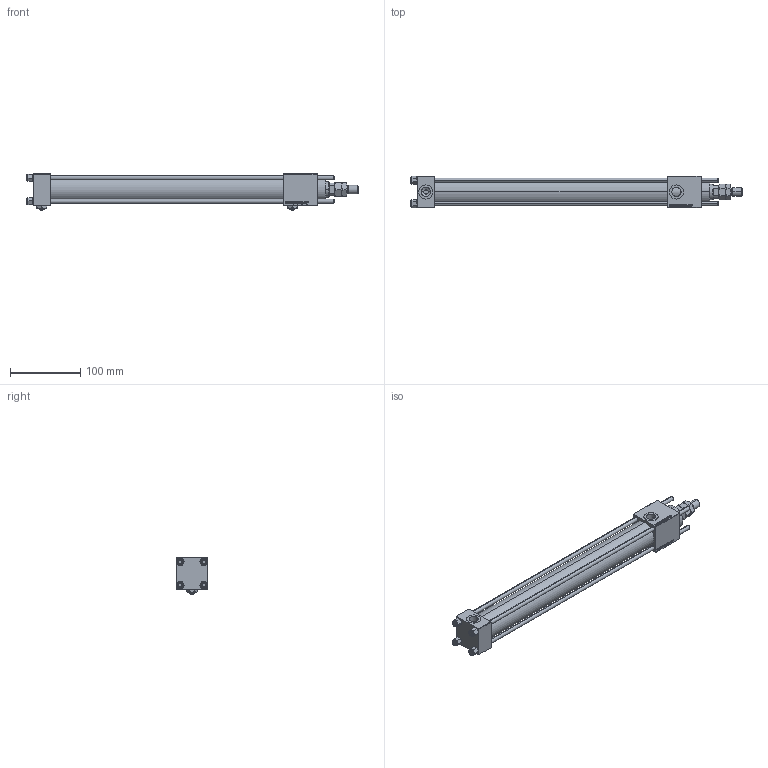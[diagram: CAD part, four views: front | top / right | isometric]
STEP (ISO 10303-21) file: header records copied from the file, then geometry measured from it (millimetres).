
FILE_DESCRIPTION (( 'STEP AP203' ), '1' );
FILE_NAME ('578b.STEP', '2022-04-14T20:16:36', ( '' ), ( '' ), 'SwSTEP 2.0', 'SolidWorks 2019', '' );
FILE_SCHEMA (( 'CONFIG_CONTROL_DESIGN' ));
Length unit declared in the file: millimetre
Products named in the file (8): Zatka_pro_OIL_PORT d5a22f0beb4488c1f315bd5dc04f9912; V215CR_VCP_B d5a22f0beb4488c1f315bd5dc04f9912; V215_VC_A d5a22f0beb4488c1f315bd5dc04f9912; V215CR_B_TYCINKA d5a22f0beb4488c1f315bd5dc04f9912; V215CR_B-1 d5a22f0beb4488c1f315bd5dc04f9912; NUT_M5_B d5a22f0beb4488c1f315bd5dc04f9912; MTA d5a22f0beb4488c1f315bd5dc04f9912; 578b
Assembly tree (14 placements, depth 2):
  578b
    V215CR_B-1 d5a22f0beb4488c1f315bd5dc04f9912
    V215CR_VCP_B d5a22f0beb4488c1f315bd5dc04f9912
    NUT_M5_B d5a22f0beb4488c1f315bd5dc04f9912  x4
    V215CR_B_TYCINKA d5a22f0beb4488c1f315bd5dc04f9912  x4
    V215_VC_A d5a22f0beb4488c1f315bd5dc04f9912
    MTA d5a22f0beb4488c1f315bd5dc04f9912
    Zatka_pro_OIL_PORT d5a22f0beb4488c1f315bd5dc04f9912  x2
Bounding box: 471 x 45 x 52 mm (x, y, z)
Volume: 450222.7 mm3; surface area: 182986.3 mm2
Topology: 14 solids, 14 shells, 1305 faces, 3270 edges, 2101 vertices
Faces by surface type: bspline 504, plane 493, cone 206, cylinder 92, torus 10
Entity records: 60431 total; most frequent: CARTESIAN_POINT 35223, ORIENTED_EDGE 5840, DIRECTION 3344, EDGE_CURVE 2920, VERTEX_POINT 1899, VECTOR 1514, LINE 1514, EDGE_LOOP 1273
